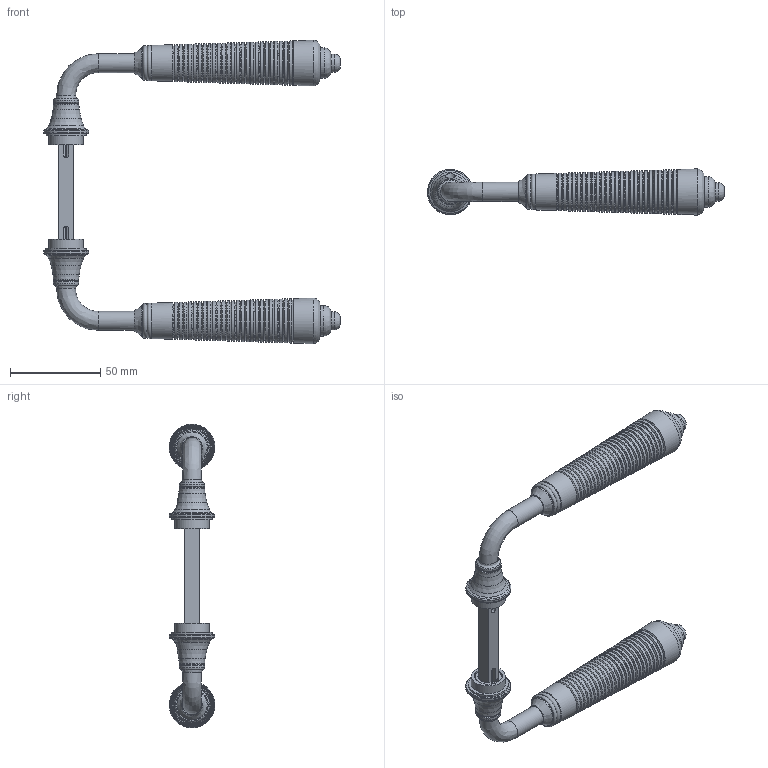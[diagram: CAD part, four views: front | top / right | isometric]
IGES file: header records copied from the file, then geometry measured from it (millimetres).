
Global section: file name: P6974-B; native system: Autodesk Inventor 2018; preprocessor: unknown; author: ashami; date: 20180911.143212; units: millimetre
Bounding box: 164.77 x 25.39 x 168.38 mm (x, y, z)
Volume: 95605.6 mm3; surface area: 40447.8 mm2
Topology: 9 solids, 9 shells, 442 faces, 1264 edges, 870 vertices
Faces by surface type: bspline 442
